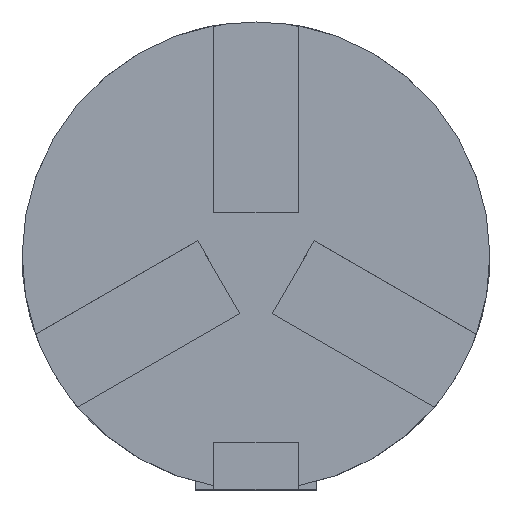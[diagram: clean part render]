
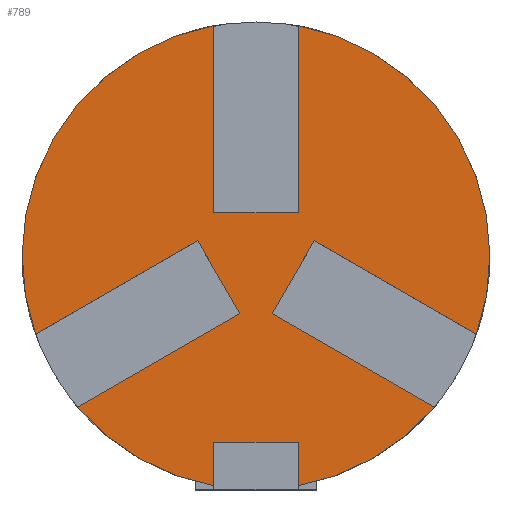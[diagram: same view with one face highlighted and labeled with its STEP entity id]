
A CAD part, top view. The second image highlights one B-rep face of the part: STEP entity #789.
In plain terms, the highlighted planar face has unit normal (0, 0, 1).
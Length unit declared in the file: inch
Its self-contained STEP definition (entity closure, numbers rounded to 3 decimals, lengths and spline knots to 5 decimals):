
#238=DIRECTION('',(0.,-1.,0.));
#239=VECTOR('',#238,2.);
#240=CARTESIAN_POINT('',(0.45,2.45917,1.5));
#241=LINE('',#240,#239);
#242=CARTESIAN_POINT('',(0.,0.,1.5));
#243=DIRECTION('',(0.,0.,1.));
#244=DIRECTION('',(0.942,-0.336,0.));
#245=AXIS2_PLACEMENT_3D('',#242,#243,#244);
#247=DIRECTION('',(0.866,-0.5,0.));
#248=VECTOR('',#247,2.);
#249=CARTESIAN_POINT('',(0.62265,0.16013,1.5));
#250=LINE('',#249,#248);
#251=DIRECTION('',(0.5,0.866,0.));
#252=VECTOR('',#251,0.9);
#253=CARTESIAN_POINT('',(0.17265,-0.61929,1.5));
#254=LINE('',#253,#252);
#255=DIRECTION('',(-0.866,0.5,0.));
#256=VECTOR('',#255,2.);
#257=CARTESIAN_POINT('',(1.9047,-1.61929,1.5));
#258=LINE('',#257,#256);
#259=CARTESIAN_POINT('',(0.,0.,1.5));
#260=DIRECTION('',(0.,0.,1.));
#261=DIRECTION('',(-0.762,-0.648,0.));
#262=AXIS2_PLACEMENT_3D('',#259,#260,#261);
#264=DIRECTION('',(-0.866,-0.5,0.));
#265=VECTOR('',#264,2.);
#266=CARTESIAN_POINT('',(-0.17265,-0.61929,1.5));
#267=LINE('',#266,#265);
#268=DIRECTION('',(0.5,-0.866,0.));
#269=VECTOR('',#268,0.9);
#270=CARTESIAN_POINT('',(-0.62265,0.16013,1.5));
#271=LINE('',#270,#269);
#272=DIRECTION('',(0.866,0.5,0.));
#273=VECTOR('',#272,2.);
#274=CARTESIAN_POINT('',(-2.3547,-0.83987,1.5));
#275=LINE('',#274,#273);
#276=CARTESIAN_POINT('',(0.,0.,1.5));
#277=DIRECTION('',(0.,0.,1.));
#278=DIRECTION('',(-0.18,0.984,0.));
#279=AXIS2_PLACEMENT_3D('',#276,#277,#278);
#281=DIRECTION('',(0.,1.,0.));
#282=VECTOR('',#281,2.);
#283=CARTESIAN_POINT('',(-0.45,0.45917,1.5));
#284=LINE('',#283,#282);
#285=DIRECTION('',(-1.,0.,0.));
#286=VECTOR('',#285,0.9);
#287=CARTESIAN_POINT('',(0.45,0.45917,1.5));
#288=LINE('',#287,#286);
#385=CARTESIAN_POINT('',(0.45,2.45917,1.5));
#386=CARTESIAN_POINT('',(0.45,0.45917,1.5));
#387=VERTEX_POINT('',#385);
#388=VERTEX_POINT('',#386);
#389=CARTESIAN_POINT('',(-0.45,0.45917,1.5));
#390=VERTEX_POINT('',#389);
#391=CARTESIAN_POINT('',(-0.45,2.45917,1.5));
#392=VERTEX_POINT('',#391);
#393=CARTESIAN_POINT('',(-2.3547,-0.83987,1.5));
#394=VERTEX_POINT('',#393);
#395=CARTESIAN_POINT('',(-0.62265,0.16013,1.5));
#396=VERTEX_POINT('',#395);
#397=CARTESIAN_POINT('',(-0.17265,-0.61929,1.5));
#398=VERTEX_POINT('',#397);
#399=CARTESIAN_POINT('',(-1.9047,-1.61929,1.5));
#400=VERTEX_POINT('',#399);
#401=CARTESIAN_POINT('',(1.9047,-1.61929,1.5));
#402=VERTEX_POINT('',#401);
#403=CARTESIAN_POINT('',(0.17265,-0.61929,1.5));
#404=VERTEX_POINT('',#403);
#405=CARTESIAN_POINT('',(0.62265,0.16013,1.5));
#406=VERTEX_POINT('',#405);
#407=CARTESIAN_POINT('',(2.3547,-0.83987,1.5));
#408=VERTEX_POINT('',#407);
#764=CARTESIAN_POINT('',(0.,0.,1.5));
#765=DIRECTION('',(0.,0.,1.));
#766=DIRECTION('',(1.,0.,0.));
#767=AXIS2_PLACEMENT_3D('',#764,#765,#766);
#768=PLANE('',#767);
#770=ORIENTED_EDGE('',*,*,#769,.F.);
#771=ORIENTED_EDGE('',*,*,#456,.F.);
#773=ORIENTED_EDGE('',*,*,#772,.F.);
#775=ORIENTED_EDGE('',*,*,#774,.F.);
#777=ORIENTED_EDGE('',*,*,#776,.F.);
#778=ORIENTED_EDGE('',*,*,#706,.F.);
#779=ORIENTED_EDGE('',*,*,#731,.F.);
#780=ORIENTED_EDGE('',*,*,#745,.F.);
#781=ORIENTED_EDGE('',*,*,#758,.F.);
#782=ORIENTED_EDGE('',*,*,#472,.F.);
#784=ORIENTED_EDGE('',*,*,#783,.F.);
#786=ORIENTED_EDGE('',*,*,#785,.F.);
#787=EDGE_LOOP('',(#770,#771,#773,#775,#777,#778,#779,#780,#781,#782,#784,
#786));
#788=FACE_OUTER_BOUND('',#787,.F.);
#789=ADVANCED_FACE('',(#788),#768,.T.);
#246=CIRCLE('',#245,2.5);
#263=CIRCLE('',#262,2.5);
#280=CIRCLE('',#279,2.5);
#456=EDGE_CURVE('',#408,#387,#246,.T.);
#472=EDGE_CURVE('',#392,#394,#280,.T.);
#706=EDGE_CURVE('',#400,#402,#263,.T.);
#731=EDGE_CURVE('',#398,#400,#267,.T.);
#745=EDGE_CURVE('',#396,#398,#271,.T.);
#758=EDGE_CURVE('',#394,#396,#275,.T.);
#769=EDGE_CURVE('',#387,#388,#241,.T.);
#772=EDGE_CURVE('',#406,#408,#250,.T.);
#774=EDGE_CURVE('',#404,#406,#254,.T.);
#776=EDGE_CURVE('',#402,#404,#258,.T.);
#783=EDGE_CURVE('',#390,#392,#284,.T.);
#785=EDGE_CURVE('',#388,#390,#288,.T.);
